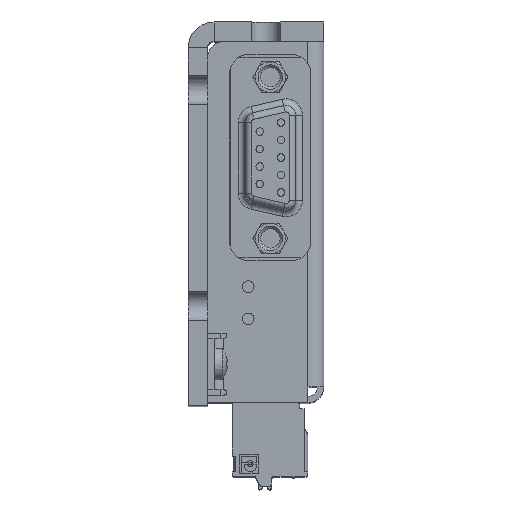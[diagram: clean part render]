
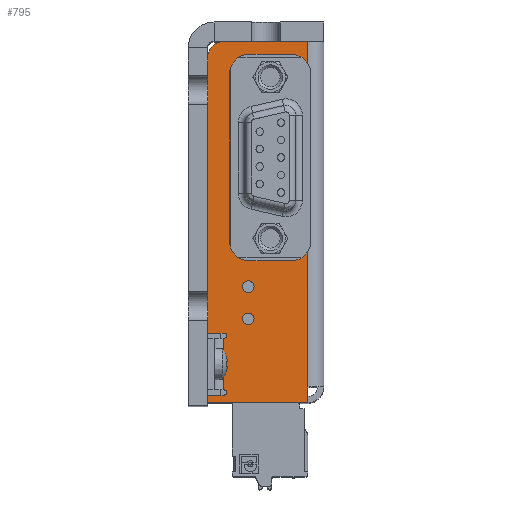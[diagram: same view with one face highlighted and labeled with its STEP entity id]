
A CAD part, top view. The second image highlights one B-rep face of the part: STEP entity #795.
In plain terms, the highlighted face is planar.
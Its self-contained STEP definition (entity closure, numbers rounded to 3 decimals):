
#133=CARTESIAN_POINT('',(0.,-45.8,-9.8));
#134=VERTEX_POINT('',#133);
#135=CARTESIAN_POINT('',(0.,-45.8,-10.7));
#136=DIRECTION('',(1.0,0.0,0.0));
#137=DIRECTION('',(0.0,0.0,1.0));
#138=AXIS2_PLACEMENT_3D('',#135,#136,#137);
#139=CIRCLE('',#138,0.9);
#140=EDGE_CURVE('',#134,#134,#139,.T.);
#182=CARTESIAN_POINT('',(0.,-40.8,-9.8));
#183=VERTEX_POINT('',#182);
#184=CARTESIAN_POINT('',(0.,-40.8,-10.7));
#185=DIRECTION('',(1.0,0.0,0.0));
#186=DIRECTION('',(0.0,0.0,1.0));
#187=AXIS2_PLACEMENT_3D('',#184,#185,#186);
#188=CIRCLE('',#187,0.9);
#189=EDGE_CURVE('',#183,#183,#188,.T.);
#318=CARTESIAN_POINT('',(0.,-36.8,-10.6));
#319=VERTEX_POINT('',#318);
#326=CARTESIAN_POINT('',(0.,-36.8,-4.));
#327=VERTEX_POINT('',#326);
#328=CARTESIAN_POINT('',(0.,-36.8,-4.));
#329=DIRECTION('',(0.0,0.0,-1.0));
#330=VECTOR('',#329,6.6);
#331=LINE('',#328,#330);
#332=EDGE_CURVE('',#327,#319,#331,.T.);
#398=CARTESIAN_POINT('',(0.,-35.38,-1.45));
#399=VERTEX_POINT('',#398);
#400=CARTESIAN_POINT('',(0.,-33.8,-4.));
#401=DIRECTION('',(1.0,0.0,0.0));
#402=DIRECTION('',(0.0,-1.0,0.0));
#403=AXIS2_PLACEMENT_3D('',#400,#401,#402);
#404=CIRCLE('',#403,3.);
#405=EDGE_CURVE('',#399,#327,#404,.T.);
#446=CARTESIAN_POINT('',(0.,-6.22,-1.45));
#447=VERTEX_POINT('',#446);
#457=CARTESIAN_POINT('',(0.,-4.8,-4.));
#458=VERTEX_POINT('',#457);
#459=CARTESIAN_POINT('',(0.,-7.8,-4.));
#460=DIRECTION('',(1.0,0.0,0.0));
#461=DIRECTION('',(0.0,0.0,1.0));
#462=AXIS2_PLACEMENT_3D('',#459,#460,#461);
#463=CIRCLE('',#462,3.);
#464=EDGE_CURVE('',#458,#447,#463,.T.);
#500=CARTESIAN_POINT('',(0.,-4.8,-10.6));
#501=VERTEX_POINT('',#500);
#508=CARTESIAN_POINT('',(0.,-7.8,-13.6));
#509=VERTEX_POINT('',#508);
#510=CARTESIAN_POINT('',(0.,-7.8,-10.6));
#511=DIRECTION('',(1.0,0.0,0.0));
#512=DIRECTION('',(0.0,1.0,0.0));
#513=AXIS2_PLACEMENT_3D('',#510,#511,#512);
#514=CIRCLE('',#513,3.);
#515=EDGE_CURVE('',#509,#501,#514,.T.);
#540=CARTESIAN_POINT('',(0.,-33.8,-13.6));
#541=VERTEX_POINT('',#540);
#542=CARTESIAN_POINT('',(0.,-33.8,-13.6));
#543=DIRECTION('',(0.0,1.0,0.0));
#544=VECTOR('',#543,26.);
#545=LINE('',#542,#544);
#546=EDGE_CURVE('',#541,#509,#545,.T.);
#570=CARTESIAN_POINT('',(0.,-33.8,-10.6));
#571=DIRECTION('',(1.0,0.0,0.0));
#572=DIRECTION('',(0.0,0.0,-1.0));
#573=AXIS2_PLACEMENT_3D('',#570,#571,#572);
#574=CIRCLE('',#573,3.);
#575=EDGE_CURVE('',#319,#541,#574,.T.);
#593=CARTESIAN_POINT('',(0.,-4.8,-10.6));
#594=DIRECTION('',(0.0,0.0,1.0));
#595=VECTOR('',#594,6.6);
#596=LINE('',#593,#595);
#597=EDGE_CURVE('',#501,#458,#596,.T.);
#654=CARTESIAN_POINT('',(0.,-29.4,36.069));
#655=DIRECTION('',(-1.0,0.0,0.0));
#656=DIRECTION('',(0.0,0.0,1.0));
#657=AXIS2_PLACEMENT_3D('',#654,#655,#656);
#658=PLANE('',#657);
#659=ORIENTED_EDGE('',*,*,#405,.T.);
#660=ORIENTED_EDGE('',*,*,#332,.T.);
#661=ORIENTED_EDGE('',*,*,#575,.T.);
#662=ORIENTED_EDGE('',*,*,#546,.T.);
#663=ORIENTED_EDGE('',*,*,#515,.T.);
#664=ORIENTED_EDGE('',*,*,#597,.T.);
#665=ORIENTED_EDGE('',*,*,#464,.T.);
#666=CARTESIAN_POINT('',(0.,-2.8,-1.45));
#667=VERTEX_POINT('',#666);
#668=CARTESIAN_POINT('',(0.,-6.22,-1.45));
#669=DIRECTION('',(0.0,1.0,0.0));
#670=VECTOR('',#669,3.42);
#671=LINE('',#668,#670);
#672=EDGE_CURVE('',#447,#667,#671,.T.);
#673=ORIENTED_EDGE('',*,*,#672,.T.);
#674=CARTESIAN_POINT('',(0.,-2.8,-14.5));
#675=VERTEX_POINT('',#674);
#676=CARTESIAN_POINT('',(0.,-2.8,-1.45));
#677=DIRECTION('',(0.0,0.0,-1.0));
#678=VECTOR('',#677,13.05);
#679=LINE('',#676,#678);
#680=EDGE_CURVE('',#667,#675,#679,.T.);
#681=ORIENTED_EDGE('',*,*,#680,.T.);
#682=CARTESIAN_POINT('',(0.,-5.3,-17.0));
#683=VERTEX_POINT('',#682);
#684=CARTESIAN_POINT('',(0.,-5.3,-14.5));
#685=DIRECTION('',(1.,0.,0.));
#686=DIRECTION('',(0.,0.707,-0.707));
#687=AXIS2_PLACEMENT_3D('',#684,#685,#686);
#688=CIRCLE('',#687,2.5);
#689=EDGE_CURVE('',#683,#675,#688,.T.);
#690=ORIENTED_EDGE('',*,*,#689,.F.);
#691=CARTESIAN_POINT('',(0.,-48.0,-17.0));
#692=VERTEX_POINT('',#691);
#693=CARTESIAN_POINT('',(0.,-5.3,-17.0));
#694=DIRECTION('',(0.0,-1.0,0.0));
#695=VECTOR('',#694,42.7);
#696=LINE('',#693,#695);
#697=EDGE_CURVE('',#683,#692,#696,.T.);
#698=ORIENTED_EDGE('',*,*,#697,.T.);
#699=CARTESIAN_POINT('',(0.,-48.0,-14.45));
#700=VERTEX_POINT('',#699);
#701=CARTESIAN_POINT('',(0.,-48.0,-17.0));
#702=DIRECTION('',(0.0,0.0,1.0));
#703=VECTOR('',#702,2.55);
#704=LINE('',#701,#703);
#705=EDGE_CURVE('',#692,#700,#704,.T.);
#706=ORIENTED_EDGE('',*,*,#705,.T.);
#707=CARTESIAN_POINT('',(0.,-48.8,-14.45));
#708=VERTEX_POINT('',#707);
#709=CARTESIAN_POINT('',(0.,-48.4,-14.45));
#710=DIRECTION('',(1.0,0.0,0.0));
#711=DIRECTION('',(0.0,-1.0,0.0));
#712=AXIS2_PLACEMENT_3D('',#709,#710,#711);
#713=CIRCLE('',#712,0.4);
#714=EDGE_CURVE('',#700,#708,#713,.T.);
#715=ORIENTED_EDGE('',*,*,#714,.T.);
#716=CARTESIAN_POINT('',(0.,-48.8,-14.55));
#717=VERTEX_POINT('',#716);
#718=CARTESIAN_POINT('',(0.,-48.8,-14.45));
#719=DIRECTION('',(0.0,0.0,-1.0));
#720=VECTOR('',#719,0.1);
#721=LINE('',#718,#720);
#722=EDGE_CURVE('',#708,#717,#721,.T.);
#723=ORIENTED_EDGE('',*,*,#722,.T.);
#724=CARTESIAN_POINT('',(0.,-56.8,-14.55));
#725=VERTEX_POINT('',#724);
#726=CARTESIAN_POINT('',(0.,-48.8,-14.55));
#727=DIRECTION('',(0.0,-1.0,0.0));
#728=VECTOR('',#727,8.);
#729=LINE('',#726,#728);
#730=EDGE_CURVE('',#717,#725,#729,.T.);
#731=ORIENTED_EDGE('',*,*,#730,.T.);
#732=CARTESIAN_POINT('',(0.,-56.8,-14.45));
#733=VERTEX_POINT('',#732);
#734=CARTESIAN_POINT('',(0.,-56.8,-14.55));
#735=DIRECTION('',(0.0,0.0,1.0));
#736=VECTOR('',#735,0.1);
#737=LINE('',#734,#736);
#738=EDGE_CURVE('',#725,#733,#737,.T.);
#739=ORIENTED_EDGE('',*,*,#738,.T.);
#740=CARTESIAN_POINT('',(0.,-57.6,-14.45));
#741=VERTEX_POINT('',#740);
#742=CARTESIAN_POINT('',(0.,-57.2,-14.45));
#743=DIRECTION('',(1.0,0.0,0.0));
#744=DIRECTION('',(0.0,1.0,0.0));
#745=AXIS2_PLACEMENT_3D('',#742,#743,#744);
#746=CIRCLE('',#745,0.4);
#747=EDGE_CURVE('',#733,#741,#746,.T.);
#748=ORIENTED_EDGE('',*,*,#747,.T.);
#749=CARTESIAN_POINT('',(0.,-57.6,-17.0));
#750=VERTEX_POINT('',#749);
#751=CARTESIAN_POINT('',(0.,-57.6,-14.45));
#752=DIRECTION('',(0.0,0.0,-1.0));
#753=VECTOR('',#752,2.55);
#754=LINE('',#751,#753);
#755=EDGE_CURVE('',#741,#750,#754,.T.);
#756=ORIENTED_EDGE('',*,*,#755,.T.);
#757=CARTESIAN_POINT('',(0.,-58.8,-17.0));
#758=VERTEX_POINT('',#757);
#759=CARTESIAN_POINT('',(0.,-57.6,-17.0));
#760=DIRECTION('',(0.0,-1.0,0.0));
#761=VECTOR('',#760,1.2);
#762=LINE('',#759,#761);
#763=EDGE_CURVE('',#750,#758,#762,.T.);
#764=ORIENTED_EDGE('',*,*,#763,.T.);
#765=CARTESIAN_POINT('',(0.,-58.8,-1.45));
#766=VERTEX_POINT('',#765);
#767=CARTESIAN_POINT('',(0.,-58.8,-1.45));
#768=DIRECTION('',(0.0,0.0,-1.0));
#769=VECTOR('',#768,15.55);
#770=LINE('',#767,#769);
#771=EDGE_CURVE('',#766,#758,#770,.T.);
#772=ORIENTED_EDGE('',*,*,#771,.F.);
#773=CARTESIAN_POINT('',(0.,-56.35,-1.45));
#774=VERTEX_POINT('',#773);
#775=CARTESIAN_POINT('',(0.,-58.8,-1.45));
#776=DIRECTION('',(0.0,1.0,0.0));
#777=VECTOR('',#776,2.45);
#778=LINE('',#775,#777);
#779=EDGE_CURVE('',#766,#774,#778,.T.);
#780=ORIENTED_EDGE('',*,*,#779,.T.);
#781=CARTESIAN_POINT('',(0.,-56.35,-1.45));
#782=DIRECTION('',(0.0,1.0,0.0));
#783=VECTOR('',#782,20.97);
#784=LINE('',#781,#783);
#785=EDGE_CURVE('',#774,#399,#784,.T.);
#786=ORIENTED_EDGE('',*,*,#785,.T.);
#787=EDGE_LOOP('',(#659,#660,#661,#662,#663,#664,#665,#673,#681,#690,#698,#706,#715,#723,#731,#739,#748,#756,#764,#772,#780,#786));
#788=FACE_OUTER_BOUND('',#787,.T.);
#789=ORIENTED_EDGE('',*,*,#140,.T.);
#790=EDGE_LOOP('',(#789));
#791=FACE_BOUND('',#790,.T.);
#792=ORIENTED_EDGE('',*,*,#189,.T.);
#793=EDGE_LOOP('',(#792));
#794=FACE_BOUND('',#793,.T.);
#795=ADVANCED_FACE('',(#788,#791,#794),#658,.T.);
